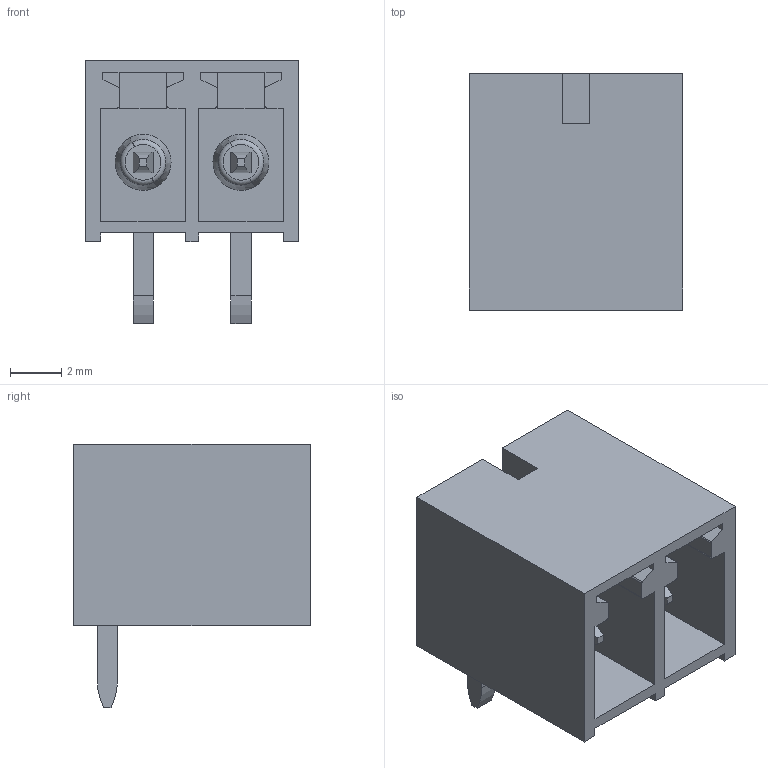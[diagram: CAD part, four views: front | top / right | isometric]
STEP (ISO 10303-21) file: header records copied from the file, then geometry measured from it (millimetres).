
FILE_DESCRIPTION(('CATIA V5 STEP Exchange','CAx-IF Rec.Pracs.--- Model Styling and Organization---1.2---2011-12-15'),'2;1');
FILE_NAME ('D1457624_0_1862460000_1862460000.stp','2018-10-11T07:43:32+00:00',('none'),('Weidmueller'),'CATIA Version 5-6 Release 2014','CATIA V5 STEP AP214','none');
FILE_SCHEMA(('AUTOMOTIVE_DESIGN { 1 0 10303 214 1 1 1 1 }'));
Length unit declared in the file: millimetre
Products named in the file (1): 1862460000
Bounding box: 8.31 x 9.2 x 10.27 mm (x, y, z)
Volume: 239.3 mm3; surface area: 870.1 mm2
Topology: 3 solids, 3 shells, 150 faces, 422 edges, 284 vertices
Faces by surface type: plane 116, cylinder 26, torus 4, cone 4
Entity records: 4543 total; most frequent: ORIENTED_EDGE 844, CARTESIAN_POINT 831, DIRECTION 614, EDGE_CURVE 422, VECTOR 354, LINE 354, VERTEX_POINT 284, AXIS2_PLACEMENT_3D 161
